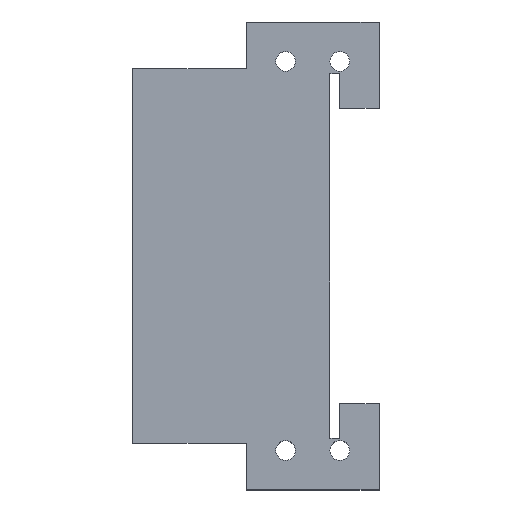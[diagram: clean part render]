
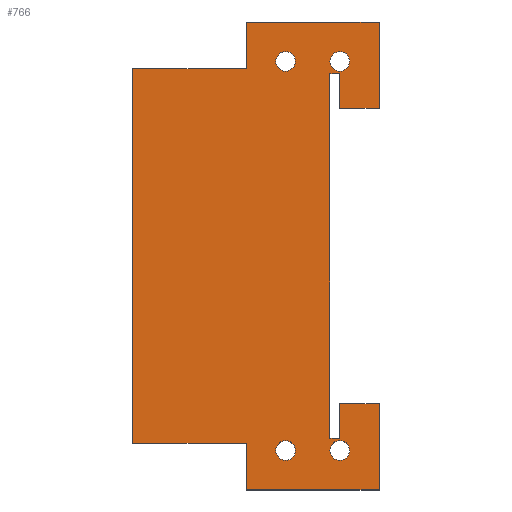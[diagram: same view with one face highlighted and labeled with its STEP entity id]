
A CAD part, top view. The second image highlights one B-rep face of the part: STEP entity #766.
In plain terms, the highlighted planar face has unit normal (0, 0, 1).
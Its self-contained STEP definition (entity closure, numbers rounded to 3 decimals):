
#42=CARTESIAN_POINT('',(-108.,313.,8.));
#43=VERTEX_POINT('',#42);
#50=CARTESIAN_POINT('',(-108.,320.,8.));
#51=VERTEX_POINT('',#50);
#52=CARTESIAN_POINT('',(-108.,313.,8.));
#53=DIRECTION('',(0.,1.,0.));
#54=VECTOR('',#53,7.);
#55=LINE('',#52,#54);
#56=EDGE_CURVE('',#43,#51,#55,.T.);
#80=CARTESIAN_POINT('',(-110.,313.,8.));
#81=VERTEX_POINT('',#80);
#88=CARTESIAN_POINT('',(-110.,313.,8.));
#89=DIRECTION('',(1.,0.,-0.));
#90=VECTOR('',#89,2.);
#91=LINE('',#88,#90);
#92=EDGE_CURVE('',#81,#43,#91,.T.);
#111=CARTESIAN_POINT('',(-110.,387.,8.));
#112=VERTEX_POINT('',#111);
#119=CARTESIAN_POINT('',(-110.,313.,8.));
#120=DIRECTION('',(0.,1.,0.));
#121=VECTOR('',#120,74.);
#122=LINE('',#119,#121);
#123=EDGE_CURVE('',#81,#112,#122,.T.);
#142=CARTESIAN_POINT('',(-108.,387.,8.));
#143=VERTEX_POINT('',#142);
#150=CARTESIAN_POINT('',(-110.,387.,8.));
#151=DIRECTION('',(1.,0.,-0.));
#152=VECTOR('',#151,2.);
#153=LINE('',#150,#152);
#154=EDGE_CURVE('',#112,#143,#153,.T.);
#173=CARTESIAN_POINT('',(-108.,380.,8.));
#174=VERTEX_POINT('',#173);
#181=CARTESIAN_POINT('',(-108.,380.,8.));
#182=DIRECTION('',(0.,1.,0.));
#183=VECTOR('',#182,7.);
#184=LINE('',#181,#183);
#185=EDGE_CURVE('',#174,#143,#184,.T.);
#204=CARTESIAN_POINT('',(-100.,380.,8.));
#205=VERTEX_POINT('',#204);
#212=CARTESIAN_POINT('',(-108.,380.,8.));
#213=DIRECTION('',(1.,0.,-0.));
#214=VECTOR('',#213,8.);
#215=LINE('',#212,#214);
#216=EDGE_CURVE('',#174,#205,#215,.T.);
#235=CARTESIAN_POINT('',(-100.,397.5,8.));
#236=VERTEX_POINT('',#235);
#243=CARTESIAN_POINT('',(-100.,380.,8.));
#244=DIRECTION('',(-0.,1.,0.));
#245=VECTOR('',#244,17.5);
#246=LINE('',#243,#245);
#247=EDGE_CURVE('',#205,#236,#246,.T.);
#266=CARTESIAN_POINT('',(-127.,397.5,8.));
#267=VERTEX_POINT('',#266);
#274=CARTESIAN_POINT('',(-100.,397.5,8.));
#275=DIRECTION('',(-1.,0.,0.));
#276=VECTOR('',#275,27.);
#277=LINE('',#274,#276);
#278=EDGE_CURVE('',#236,#267,#277,.T.);
#297=CARTESIAN_POINT('',(-127.,388.,8.));
#298=VERTEX_POINT('',#297);
#305=CARTESIAN_POINT('',(-127.,397.5,8.));
#306=DIRECTION('',(0.,-1.,0.));
#307=VECTOR('',#306,9.5);
#308=LINE('',#305,#307);
#309=EDGE_CURVE('',#267,#298,#308,.T.);
#328=CARTESIAN_POINT('',(-150.,388.,8.));
#329=VERTEX_POINT('',#328);
#336=CARTESIAN_POINT('',(-127.,388.,8.));
#337=DIRECTION('',(-1.,0.,0.));
#338=VECTOR('',#337,23.);
#339=LINE('',#336,#338);
#340=EDGE_CURVE('',#298,#329,#339,.T.);
#359=CARTESIAN_POINT('',(-150.,312.,8.));
#360=VERTEX_POINT('',#359);
#367=CARTESIAN_POINT('',(-150.,388.,8.));
#368=DIRECTION('',(0.,-1.,0.));
#369=VECTOR('',#368,76.);
#370=LINE('',#367,#369);
#371=EDGE_CURVE('',#329,#360,#370,.T.);
#390=CARTESIAN_POINT('',(-127.,312.,8.));
#391=VERTEX_POINT('',#390);
#398=CARTESIAN_POINT('',(-127.,312.,8.));
#399=DIRECTION('',(-1.,0.,0.));
#400=VECTOR('',#399,23.);
#401=LINE('',#398,#400);
#402=EDGE_CURVE('',#391,#360,#401,.T.);
#421=CARTESIAN_POINT('',(-127.,302.5,8.));
#422=VERTEX_POINT('',#421);
#429=CARTESIAN_POINT('',(-127.,302.5,8.));
#430=DIRECTION('',(0.,1.,0.));
#431=VECTOR('',#430,9.5);
#432=LINE('',#429,#431);
#433=EDGE_CURVE('',#422,#391,#432,.T.);
#452=CARTESIAN_POINT('',(-100.,302.5,8.));
#453=VERTEX_POINT('',#452);
#460=CARTESIAN_POINT('',(-127.,302.5,8.));
#461=DIRECTION('',(1.,0.,-0.));
#462=VECTOR('',#461,27.);
#463=LINE('',#460,#462);
#464=EDGE_CURVE('',#422,#453,#463,.T.);
#483=CARTESIAN_POINT('',(-100.,320.,8.));
#484=VERTEX_POINT('',#483);
#491=CARTESIAN_POINT('',(-100.,302.5,8.));
#492=DIRECTION('',(-0.,1.,0.));
#493=VECTOR('',#492,17.5);
#494=LINE('',#491,#493);
#495=EDGE_CURVE('',#453,#484,#494,.T.);
#508=CARTESIAN_POINT('',(-110.,310.5,8.));
#509=VERTEX_POINT('',#508);
#533=CARTESIAN_POINT('',(-106.,310.5,8.));
#534=VERTEX_POINT('',#533);
#535=CARTESIAN_POINT('',(-108.,310.5,8.));
#536=DIRECTION('',(0.,0.,1.));
#537=DIRECTION('',(1.,0.,-0.));
#538=AXIS2_PLACEMENT_3D('',#535,#536,#537);
#539=CIRCLE('',#538,2.);
#540=EDGE_CURVE('',#509,#534,#539,.T.);
#542=CARTESIAN_POINT('',(-108.,310.5,8.));
#543=DIRECTION('',(0.,0.,1.));
#544=DIRECTION('',(1.,0.,-0.));
#545=AXIS2_PLACEMENT_3D('',#542,#543,#544);
#546=CIRCLE('',#545,2.);
#547=EDGE_CURVE('',#534,#509,#546,.T.);
#559=CARTESIAN_POINT('',(-121.,310.5,8.));
#560=VERTEX_POINT('',#559);
#584=CARTESIAN_POINT('',(-117.,310.5,8.));
#585=VERTEX_POINT('',#584);
#586=CARTESIAN_POINT('',(-119.,310.5,8.));
#587=DIRECTION('',(0.,0.,1.));
#588=DIRECTION('',(1.,0.,-0.));
#589=AXIS2_PLACEMENT_3D('',#586,#587,#588);
#590=CIRCLE('',#589,2.);
#591=EDGE_CURVE('',#560,#585,#590,.T.);
#593=CARTESIAN_POINT('',(-119.,310.5,8.));
#594=DIRECTION('',(0.,0.,1.));
#595=DIRECTION('',(1.,0.,-0.));
#596=AXIS2_PLACEMENT_3D('',#593,#594,#595);
#597=CIRCLE('',#596,2.);
#598=EDGE_CURVE('',#585,#560,#597,.T.);
#610=CARTESIAN_POINT('',(-121.,389.5,8.));
#611=VERTEX_POINT('',#610);
#635=CARTESIAN_POINT('',(-117.,389.5,8.));
#636=VERTEX_POINT('',#635);
#637=CARTESIAN_POINT('',(-119.,389.5,8.));
#638=DIRECTION('',(0.,0.,1.));
#639=DIRECTION('',(1.,0.,-0.));
#640=AXIS2_PLACEMENT_3D('',#637,#638,#639);
#641=CIRCLE('',#640,2.);
#642=EDGE_CURVE('',#611,#636,#641,.T.);
#644=CARTESIAN_POINT('',(-119.,389.5,8.));
#645=DIRECTION('',(0.,0.,1.));
#646=DIRECTION('',(1.,0.,-0.));
#647=AXIS2_PLACEMENT_3D('',#644,#645,#646);
#648=CIRCLE('',#647,2.);
#649=EDGE_CURVE('',#636,#611,#648,.T.);
#666=CARTESIAN_POINT('',(-108.,320.,8.));
#667=DIRECTION('',(1.,0.,-0.));
#668=VECTOR('',#667,8.);
#669=LINE('',#666,#668);
#670=EDGE_CURVE('',#51,#484,#669,.T.);
#683=CARTESIAN_POINT('',(-110.,389.5,8.));
#684=VERTEX_POINT('',#683);
#708=CARTESIAN_POINT('',(-106.,389.5,8.));
#709=VERTEX_POINT('',#708);
#710=CARTESIAN_POINT('',(-108.,389.5,8.));
#711=DIRECTION('',(0.,0.,1.));
#712=DIRECTION('',(1.,0.,-0.));
#713=AXIS2_PLACEMENT_3D('',#710,#711,#712);
#714=CIRCLE('',#713,2.);
#715=EDGE_CURVE('',#684,#709,#714,.T.);
#717=CARTESIAN_POINT('',(-108.,389.5,8.));
#718=DIRECTION('',(0.,0.,1.));
#719=DIRECTION('',(1.,0.,-0.));
#720=AXIS2_PLACEMENT_3D('',#717,#718,#719);
#721=CIRCLE('',#720,2.);
#722=EDGE_CURVE('',#709,#684,#721,.T.);
#727=CARTESIAN_POINT('',(0.,0.,8.));
#728=DIRECTION('',(0.,0.,1.));
#729=DIRECTION('',(1.,0.,0.));
#730=AXIS2_PLACEMENT_3D('',#727,#728,#729);
#731=PLANE('',#730);
#732=ORIENTED_EDGE('',*,*,#56,.F.);
#733=ORIENTED_EDGE('',*,*,#92,.F.);
#734=ORIENTED_EDGE('',*,*,#123,.T.);
#735=ORIENTED_EDGE('',*,*,#154,.T.);
#736=ORIENTED_EDGE('',*,*,#185,.F.);
#737=ORIENTED_EDGE('',*,*,#216,.T.);
#738=ORIENTED_EDGE('',*,*,#247,.T.);
#739=ORIENTED_EDGE('',*,*,#278,.T.);
#740=ORIENTED_EDGE('',*,*,#309,.T.);
#741=ORIENTED_EDGE('',*,*,#340,.T.);
#742=ORIENTED_EDGE('',*,*,#371,.T.);
#743=ORIENTED_EDGE('',*,*,#402,.F.);
#744=ORIENTED_EDGE('',*,*,#433,.F.);
#745=ORIENTED_EDGE('',*,*,#464,.T.);
#746=ORIENTED_EDGE('',*,*,#495,.T.);
#747=ORIENTED_EDGE('',*,*,#670,.F.);
#748=EDGE_LOOP('',(#732,#733,#734,#735,#736,#737,#738,#739,#740,#741,#742,#743,#744,#745,#746,#747));
#749=FACE_BOUND('',#748,.T.);
#750=ORIENTED_EDGE('',*,*,#642,.F.);
#751=ORIENTED_EDGE('',*,*,#649,.F.);
#752=EDGE_LOOP('',(#750,#751));
#753=FACE_BOUND('',#752,.T.);
#754=ORIENTED_EDGE('',*,*,#591,.F.);
#755=ORIENTED_EDGE('',*,*,#598,.F.);
#756=EDGE_LOOP('',(#754,#755));
#757=FACE_BOUND('',#756,.T.);
#758=ORIENTED_EDGE('',*,*,#540,.F.);
#759=ORIENTED_EDGE('',*,*,#547,.F.);
#760=EDGE_LOOP('',(#758,#759));
#761=FACE_BOUND('',#760,.T.);
#762=ORIENTED_EDGE('',*,*,#715,.F.);
#763=ORIENTED_EDGE('',*,*,#722,.F.);
#764=EDGE_LOOP('',(#762,#763));
#765=FACE_BOUND('',#764,.T.);
#766=ADVANCED_FACE('',(#749,#753,#757,#761,#765),#731,.T.);
